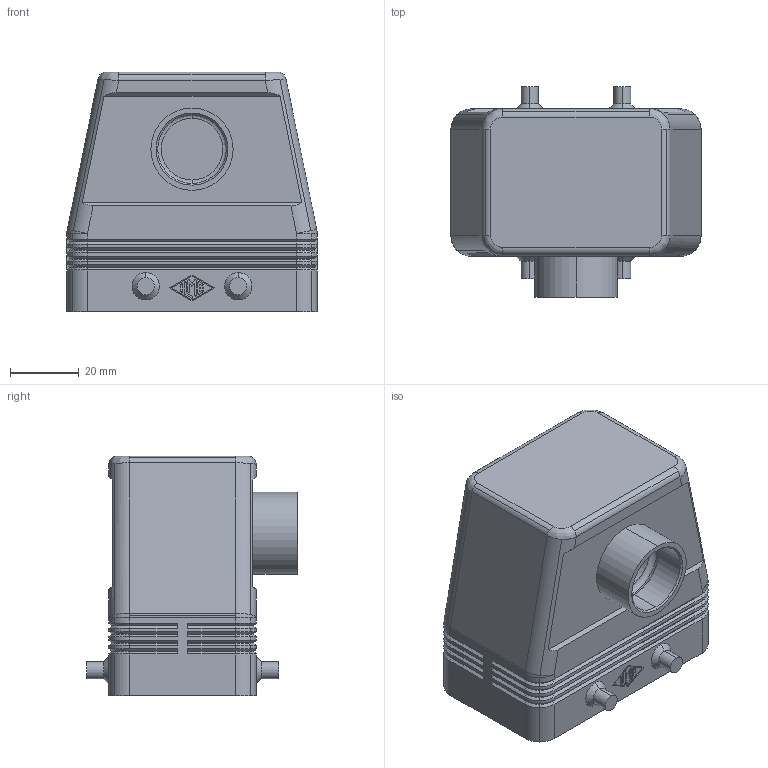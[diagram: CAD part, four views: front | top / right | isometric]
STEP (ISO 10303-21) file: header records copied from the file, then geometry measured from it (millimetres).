
FILE_DESCRIPTION((''),'2;1');
FILE_NAME('MMAF 03.20.stp','2006-12-21T13:18:38',('gembarski'),(''),'Autodesk Inventor 7','Autodesk Inventor 7','');
FILE_SCHEMA(('AUTOMOTIVE_DESIGN { 1 0 10303 214 1 1 1 1 }'));
Length unit declared in the file: millimetre
Products named in the file (1): CAO Tüllengehäuse 2 Bügel für einen Einsatz
Bounding box: 73 x 61.5 x 70 mm (x, y, z)
Volume: 60803.7 mm3; surface area: 35740.1 mm2
Topology: 1 solids, 1 shells, 417 faces, 993 edges, 591 vertices
Faces by surface type: plane 159, cylinder 110, bspline 74, cone 70, sphere 4
Entity records: 12697 total; most frequent: CARTESIAN_POINT 3124, DIRECTION 2016, ORIENTED_EDGE 1970, EDGE_CURVE 985, AXIS2_PLACEMENT_3D 687, VECTOR 642, LINE 642, VERTEX_POINT 591
